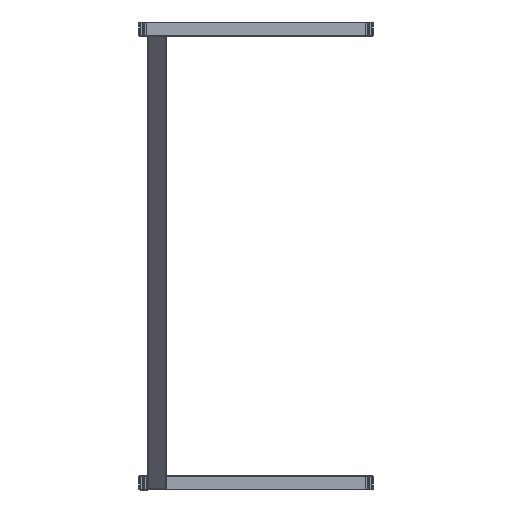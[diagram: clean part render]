
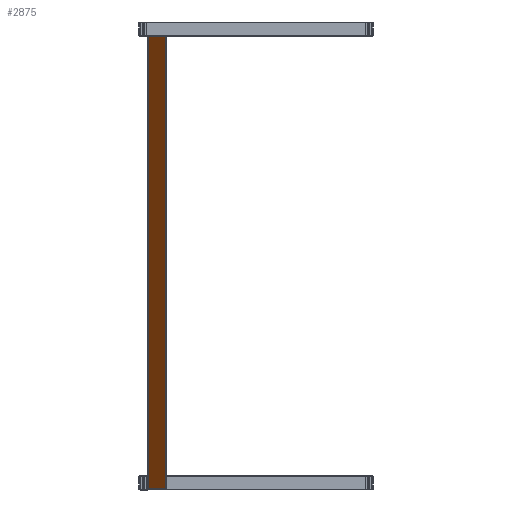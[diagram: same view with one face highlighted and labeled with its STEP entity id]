
A CAD part, left-side view. The second image highlights one B-rep face of the part: STEP entity #2875.
In plain terms, the highlighted face is planar.
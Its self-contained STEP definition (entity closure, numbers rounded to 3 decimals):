
#201 = LINE ( 'NONE', #4731, #2922 ) ;
#207 = FACE_OUTER_BOUND ( 'NONE', #4621, .T. ) ;
#208 = CARTESIAN_POINT ( 'NONE',  ( -10., 18.5, -684.5 ) ) ;
#257 = AXIS2_PLACEMENT_3D ( 'NONE', #2757, #3121, #1313 ) ;
#472 = ORIENTED_EDGE ( 'NONE', *, *, #3610, .F. ) ;
#906 = PLANE ( 'NONE',  #257 ) ;
#989 = VERTEX_POINT ( 'NONE', #4597 ) ;
#1100 = ORIENTED_EDGE ( 'NONE', *, *, #3282, .T. ) ;
#1161 = VERTEX_POINT ( 'NONE', #2177 ) ;
#1313 = DIRECTION ( 'NONE',  ( 0., 0., -1. ) ) ;
#1325 = DIRECTION ( 'NONE',  ( 0., -1., 0. ) ) ;
#1601 = CARTESIAN_POINT ( 'NONE',  ( -10., -18.5, 684.5 ) ) ;
#1807 = VERTEX_POINT ( 'NONE', #1601 ) ;
#1942 = LINE ( 'NONE', #4150, #4819 ) ;
#2043 = VERTEX_POINT ( 'NONE', #208 ) ;
#2160 = ORIENTED_EDGE ( 'NONE', *, *, #2933, .F. ) ;
#2177 = CARTESIAN_POINT ( 'NONE',  ( -10., 18.5, 684.5 ) ) ;
#2724 = VECTOR ( 'NONE', #4800, 1000. ) ;
#2757 = CARTESIAN_POINT ( 'NONE',  ( -10., 18.5, 684.5 ) ) ;
#2787 = ORIENTED_EDGE ( 'NONE', *, *, #4865, .T. ) ;
#2875 = ADVANCED_FACE ( 'NONE', ( #207 ), #906, .F. ) ;
#2922 = VECTOR ( 'NONE', #3583, 1000. ) ;
#2933 = EDGE_CURVE ( 'NONE', #1161, #1807, #4187, .T. ) ;
#3121 = DIRECTION ( 'NONE',  ( 1., 0., 0. ) ) ;
#3169 = VECTOR ( 'NONE', #1325, 1000. ) ;
#3279 = CARTESIAN_POINT ( 'NONE',  ( -10., 18.5, -684.5 ) ) ;
#3282 = EDGE_CURVE ( 'NONE', #1161, #2043, #1942, .T. ) ;
#3309 = DIRECTION ( 'NONE',  ( 0., 0., -1. ) ) ;
#3583 = DIRECTION ( 'NONE',  ( 0., 0., -1. ) ) ;
#3610 = EDGE_CURVE ( 'NONE', #1807, #989, #201, .T. ) ;
#3921 = LINE ( 'NONE', #3279, #2724 ) ;
#4150 = CARTESIAN_POINT ( 'NONE',  ( -10., 18.5, 684.5 ) ) ;
#4187 = LINE ( 'NONE', #4726, #3169 ) ;
#4597 = CARTESIAN_POINT ( 'NONE',  ( -10., -18.5, -684.5 ) ) ;
#4621 = EDGE_LOOP ( 'NONE', ( #2787, #472, #2160, #1100 ) ) ;
#4726 = CARTESIAN_POINT ( 'NONE',  ( -10., 18.5, 684.5 ) ) ;
#4731 = CARTESIAN_POINT ( 'NONE',  ( -10., -18.5, 684.5 ) ) ;
#4800 = DIRECTION ( 'NONE',  ( 0., -1., 0. ) ) ;
#4819 = VECTOR ( 'NONE', #3309, 1000. ) ;
#4865 = EDGE_CURVE ( 'NONE', #2043, #989, #3921, .T. ) ;
